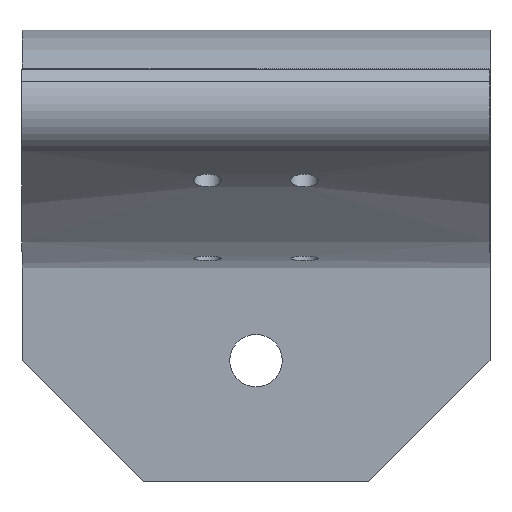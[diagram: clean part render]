
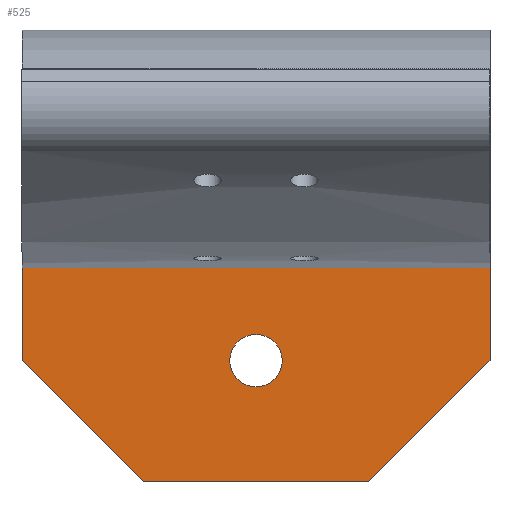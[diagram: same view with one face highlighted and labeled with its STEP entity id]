
A CAD part, left-side view. The second image highlights one B-rep face of the part: STEP entity #525.
In plain terms, the highlighted planar face has unit normal (-1, 0, 0).
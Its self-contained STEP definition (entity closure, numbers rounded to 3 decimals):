
#62=FACE_BOUND('',#131,.T.);
#80=CIRCLE('',#551,3.25);
#107=FACE_OUTER_BOUND('',#130,.T.);
#130=EDGE_LOOP('',(#437,#438,#439,#440,#441,#442));
#131=EDGE_LOOP('',(#443));
#153=LINE('',#685,#185);
#159=LINE('',#696,#191);
#164=LINE('',#709,#196);
#169=LINE('',#726,#201);
#181=LINE('',#1365,#213);
#182=LINE('',#1366,#214);
#185=VECTOR('',#583,10.);
#191=VECTOR('',#591,10.);
#196=VECTOR('',#602,10.);
#201=VECTOR('',#619,10.);
#213=VECTOR('',#659,10.);
#214=VECTOR('',#660,10.);
#217=VERTEX_POINT('',#683);
#218=VERTEX_POINT('',#684);
#222=VERTEX_POINT('',#694);
#227=VERTEX_POINT('',#708);
#228=VERTEX_POINT('',#712);
#233=VERTEX_POINT('',#725);
#270=VERTEX_POINT('',#1364);
#273=EDGE_CURVE('',#217,#218,#153,.T.);
#279=EDGE_CURVE('',#217,#222,#159,.T.);
#285=EDGE_CURVE('',#227,#222,#164,.T.);
#287=EDGE_CURVE('',#228,#228,#80,.T.);
#293=EDGE_CURVE('',#218,#233,#169,.T.);
#341=EDGE_CURVE('',#227,#270,#181,.T.);
#342=EDGE_CURVE('',#233,#270,#182,.T.);
#437=ORIENTED_EDGE('',*,*,#273,.F.);
#438=ORIENTED_EDGE('',*,*,#279,.T.);
#439=ORIENTED_EDGE('',*,*,#285,.F.);
#440=ORIENTED_EDGE('',*,*,#341,.T.);
#441=ORIENTED_EDGE('',*,*,#342,.F.);
#442=ORIENTED_EDGE('',*,*,#293,.F.);
#443=ORIENTED_EDGE('',*,*,#287,.T.);
#507=PLANE('',#569);
#525=ADVANCED_FACE('',(#107,#62),#507,.T.);
#551=AXIS2_PLACEMENT_3D('',#713,#606,#607);
#569=AXIS2_PLACEMENT_3D('',#1363,#657,#658);
#583=DIRECTION('',(0.,0.707,0.707));
#591=DIRECTION('',(0.,-1.,0.));
#602=DIRECTION('',(0.,0.707,-0.707));
#606=DIRECTION('center_axis',(1.,0.,0.));
#607=DIRECTION('ref_axis',(0.,0.,1.));
#619=DIRECTION('',(0.,0.,1.));
#657=DIRECTION('center_axis',(-1.,0.,0.));
#658=DIRECTION('ref_axis',(0.,0.,-1.));
#659=DIRECTION('',(0.,0.,1.));
#660=DIRECTION('',(0.,-1.,0.));
#683=CARTESIAN_POINT('',(86.,14.,-126.437));
#684=CARTESIAN_POINT('',(86.,29.,-111.437));
#685=CARTESIAN_POINT('',(86.,29.,-111.437));
#694=CARTESIAN_POINT('',(86.,-14.,-126.437));
#696=CARTESIAN_POINT('',(86.,29.,-126.437));
#708=CARTESIAN_POINT('',(86.,-29.,-111.437));
#709=CARTESIAN_POINT('',(86.,-14.5,-125.937));
#712=CARTESIAN_POINT('',(86.,0.,-114.687));
#713=CARTESIAN_POINT('Origin',(86.,0.,-111.437));
#725=CARTESIAN_POINT('',(86.,29.,-96.437));
#726=CARTESIAN_POINT('',(86.,29.,-126.437));
#1363=CARTESIAN_POINT('Origin',(86.,29.,-96.437));
#1364=CARTESIAN_POINT('',(86.,-29.,-96.437));
#1365=CARTESIAN_POINT('',(86.,-29.,-97.437));
#1366=CARTESIAN_POINT('',(86.,29.,-96.437));
